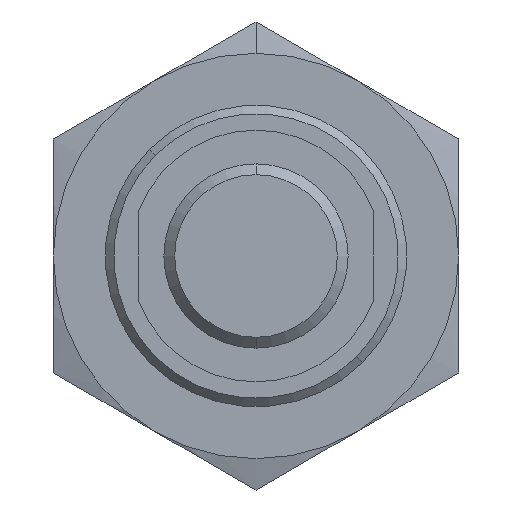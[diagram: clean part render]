
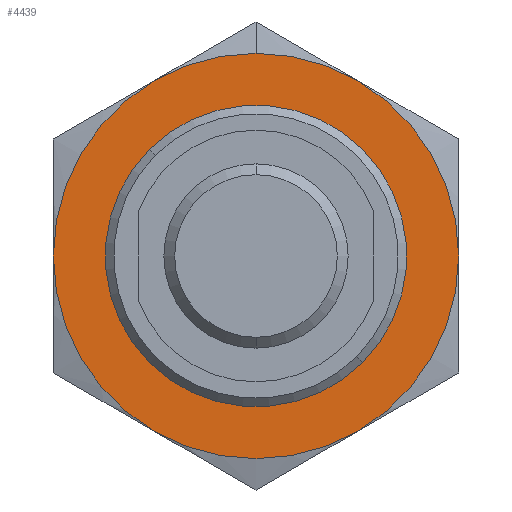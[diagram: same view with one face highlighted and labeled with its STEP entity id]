
A CAD part, front view. The second image highlights one B-rep face of the part: STEP entity #4439.
In plain terms, the highlighted planar face has unit normal (0, -1, 0).
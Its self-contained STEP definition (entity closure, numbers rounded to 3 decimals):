
#12 = DIRECTION ( 'NONE',  ( 0., 0., -1. ) ) ;
#81 = DIRECTION ( 'NONE',  ( 0., 0., -1. ) ) ;
#458 = CARTESIAN_POINT ( 'NONE',  ( 0., 15.8, 0. ) ) ;
#474 = VERTEX_POINT ( 'NONE', #1647 ) ;
#516 = AXIS2_PLACEMENT_3D ( 'NONE', #2873, #5180, #5205 ) ;
#517 = ORIENTED_EDGE ( 'NONE', *, *, #2589, .T. ) ;
#693 = EDGE_LOOP ( 'NONE', ( #4143, #2628, #2092, #4936, #517, #3005, #1868 ) ) ;
#764 = DIRECTION ( 'NONE',  ( 0., 0., -1. ) ) ;
#817 = CIRCLE ( 'NONE', #6805, 12. ) ;
#928 = VERTEX_POINT ( 'NONE', #1062 ) ;
#930 = DIRECTION ( 'NONE',  ( 0., 1., 0. ) ) ;
#1002 = DIRECTION ( 'NONE',  ( 0., 0., -1. ) ) ;
#1028 = DIRECTION ( 'NONE',  ( 0., -1., 0. ) ) ;
#1062 = CARTESIAN_POINT ( 'NONE',  ( -12., 15.8, 0. ) ) ;
#1134 = DIRECTION ( 'NONE',  ( 0., 0., -1. ) ) ;
#1174 = EDGE_CURVE ( 'Defeature ausgef�hrt2_29+Defeature ausgef�hrt2_18+Defeature ausgef�hrt2_18+Defeature ausgef�hrt2_18', #2537, #1700, #4796, .T. ) ;
#1197 = AXIS2_PLACEMENT_3D ( 'NONE', #6288, #5197, #12 ) ;
#1201 = DIRECTION ( 'NONE',  ( 0., -1., 0. ) ) ;
#1240 = PLANE ( 'NONE',  #516 ) ;
#1405 = CARTESIAN_POINT ( 'NONE',  ( 0., 15.8, 12. ) ) ;
#1513 = CIRCLE ( 'NONE', #4717, 12. ) ;
#1585 = VERTEX_POINT ( 'NONE', #4720 ) ;
#1647 = CARTESIAN_POINT ( 'NONE',  ( 6., 15.8, -10.392 ) ) ;
#1653 = DIRECTION ( 'NONE',  ( 0., 0., -1. ) ) ;
#1700 = VERTEX_POINT ( 'NONE', #3179 ) ;
#1868 = ORIENTED_EDGE ( 'NONE', *, *, #4547, .T. ) ;
#2092 = ORIENTED_EDGE ( 'NONE', *, *, #2328, .F. ) ;
#2100 = AXIS2_PLACEMENT_3D ( 'NONE', #458, #1028, #1653 ) ;
#2258 = FACE_BOUND ( 'NONE', #6129, .T. ) ;
#2289 = CARTESIAN_POINT ( 'NONE',  ( 0., 15.8, 0. ) ) ;
#2328 = EDGE_CURVE ( 'Defeature ausgef�hrt2_15+Defeature ausgef�hrt2_18+Defeature ausgef�hrt2_7+Defeature ausgef�hrt2_19', #3832, #2963, #4235, .T. ) ;
#2389 = EDGE_CURVE ( 'Defeature ausgef�hrt2_18+Defeature ausgef�hrt2_13+Defeature ausgef�hrt2_14+Defeature ausgef�hrt2_12', #6413, #928, #4411, .T. ) ;
#2420 = FACE_OUTER_BOUND ( 'NONE', #693, .T. ) ;
#2537 = VERTEX_POINT ( 'NONE', #5186 ) ;
#2589 = EDGE_CURVE ( 'Defeature ausgef�hrt2_18+Defeature ausgef�hrt2_14+Defeature ausgef�hrt2_15+Defeature ausgef�hrt2_13', #7149, #6413, #3084, .T. ) ;
#2628 = ORIENTED_EDGE ( 'NONE', *, *, #6455, .T. ) ;
#2629 = CARTESIAN_POINT ( 'NONE',  ( 6., 15.8, 10.392 ) ) ;
#2873 = CARTESIAN_POINT ( 'NONE',  ( 0., 15.8, 0. ) ) ;
#2941 = CIRCLE ( 'NONE', #1197, 12. ) ;
#2963 = VERTEX_POINT ( 'NONE', #6898 ) ;
#3005 = ORIENTED_EDGE ( 'NONE', *, *, #2389, .T. ) ;
#3084 = CIRCLE ( 'NONE', #4482, 12. ) ;
#3179 = CARTESIAN_POINT ( 'NONE',  ( -6.311, 15.8, 6.311 ) ) ;
#3188 = CARTESIAN_POINT ( 'NONE',  ( 0., 15.8, 0. ) ) ;
#3494 = DIRECTION ( 'NONE',  ( 0., -1., 0. ) ) ;
#3505 = DIRECTION ( 'NONE',  ( 0., -1., 0. ) ) ;
#3530 = CARTESIAN_POINT ( 'NONE',  ( 0., 15.8, 0. ) ) ;
#3580 = DIRECTION ( 'NONE',  ( 0., 0., -1. ) ) ;
#3798 = ORIENTED_EDGE ( 'NONE', *, *, #5341, .F. ) ;
#3832 = VERTEX_POINT ( 'NONE', #2629 ) ;
#3864 = CARTESIAN_POINT ( 'NONE',  ( 0., 15.8, 0. ) ) ;
#4143 = ORIENTED_EDGE ( 'NONE', *, *, #6933, .T. ) ;
#4235 = CIRCLE ( 'NONE', #6694, 12. ) ;
#4411 = CIRCLE ( 'NONE', #2100, 12. ) ;
#4439 = ADVANCED_FACE ( 'Defeature ausgef�hrt2_18', ( #2258, #2420 ), #1240, .T. ) ;
#4482 = AXIS2_PLACEMENT_3D ( 'NONE', #3530, #3505, #6307 ) ;
#4547 = EDGE_CURVE ( 'Defeature ausgef�hrt2_18+Defeature ausgef�hrt2_12+Defeature ausgef�hrt2_13+Defeature ausgef�hrt2_17', #928, #1585, #817, .T. ) ;
#4653 = CARTESIAN_POINT ( 'NONE',  ( 0., 15.8, 0. ) ) ;
#4706 = AXIS2_PLACEMENT_3D ( 'NONE', #3864, #7287, #1002 ) ;
#4717 = AXIS2_PLACEMENT_3D ( 'NONE', #6338, #1201, #81 ) ;
#4720 = CARTESIAN_POINT ( 'NONE',  ( -6., 15.8, -10.392 ) ) ;
#4796 = CIRCLE ( 'NONE', #7206, 8.925 ) ;
#4936 = ORIENTED_EDGE ( 'NONE', *, *, #6414, .T. ) ;
#5150 = CARTESIAN_POINT ( 'NONE',  ( -6., 15.8, 10.392 ) ) ;
#5180 = DIRECTION ( 'NONE',  ( 0., -1., 0. ) ) ;
#5186 = CARTESIAN_POINT ( 'NONE',  ( 6.311, 15.8, -6.311 ) ) ;
#5197 = DIRECTION ( 'NONE',  ( 0., -1., 0. ) ) ;
#5205 = DIRECTION ( 'NONE',  ( 0., 0., -1. ) ) ;
#5341 = EDGE_CURVE ( 'Defeature ausgef�hrt2_29+Defeature ausgef�hrt2_18+Defeature ausgef�hrt2_18+Defeature ausgef�hrt2_18', #1700, #2537, #6925, .T. ) ;
#5747 = ORIENTED_EDGE ( 'NONE', *, *, #1174, .F. ) ;
#5842 = DIRECTION ( 'NONE',  ( 0., -1., 0. ) ) ;
#6129 = EDGE_LOOP ( 'NONE', ( #5747, #3798 ) ) ;
#6288 = CARTESIAN_POINT ( 'NONE',  ( 0., 15.8, 0. ) ) ;
#6306 = AXIS2_PLACEMENT_3D ( 'NONE', #2289, #3494, #1134 ) ;
#6307 = DIRECTION ( 'NONE',  ( 0., 0., -1. ) ) ;
#6338 = CARTESIAN_POINT ( 'NONE',  ( 0., 15.8, 0. ) ) ;
#6413 = VERTEX_POINT ( 'NONE', #5150 ) ;
#6414 = EDGE_CURVE ( 'Defeature ausgef�hrt2_18+Defeature ausgef�hrt2_14+Defeature ausgef�hrt2_15+Defeature ausgef�hrt2_13', #3832, #7149, #7428, .T. ) ;
#6430 = DIRECTION ( 'NONE',  ( 0., -1., 0. ) ) ;
#6455 = EDGE_CURVE ( 'Defeature ausgef�hrt2_18+Defeature ausgef�hrt2_16+Defeature ausgef�hrt2_17+Defeature ausgef�hrt2_15', #474, #2963, #2941, .T. ) ;
#6687 = DIRECTION ( 'NONE',  ( 0., 0., 1. ) ) ;
#6694 = AXIS2_PLACEMENT_3D ( 'NONE', #3188, #930, #6687 ) ;
#6805 = AXIS2_PLACEMENT_3D ( 'NONE', #7090, #5842, #764 ) ;
#6898 = CARTESIAN_POINT ( 'NONE',  ( 12., 15.8, 0. ) ) ;
#6925 = CIRCLE ( 'NONE', #4706, 8.925 ) ;
#6933 = EDGE_CURVE ( 'Defeature ausgef�hrt2_18+Defeature ausgef�hrt2_17+Defeature ausgef�hrt2_12+Defeature ausgef�hrt2_16', #1585, #474, #1513, .T. ) ;
#7090 = CARTESIAN_POINT ( 'NONE',  ( 0., 15.8, 0. ) ) ;
#7149 = VERTEX_POINT ( 'NONE', #1405 ) ;
#7206 = AXIS2_PLACEMENT_3D ( 'NONE', #4653, #6430, #3580 ) ;
#7287 = DIRECTION ( 'NONE',  ( 0., -1., 0. ) ) ;
#7428 = CIRCLE ( 'NONE', #6306, 12. ) ;
